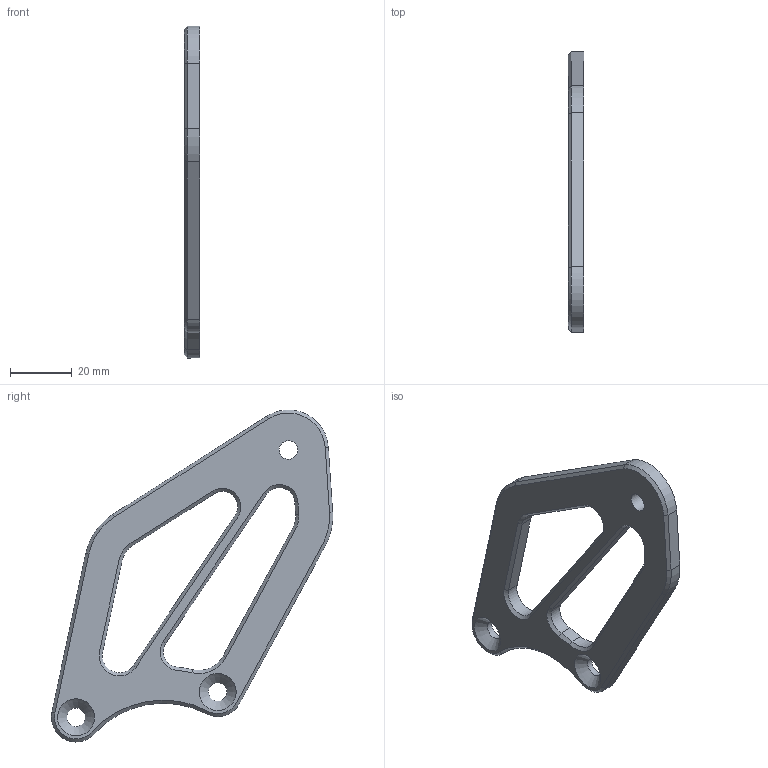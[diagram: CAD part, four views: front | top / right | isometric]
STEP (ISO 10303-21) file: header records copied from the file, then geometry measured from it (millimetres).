
FILE_DESCRIPTION(('STEP AP214'),'1');
FILE_NAME('Paratacco SX SBK.stp','2021-10-05T07:33:09',(' '),(' '),'Spatial InterOp 3D',' ',' ');
FILE_SCHEMA(('AUTOMOTIVE_DESIGN { 1 0 10303 214 1 1 1 1 }'));
Length unit declared in the file: millimetre
Products named in the file (1): Paratacco SX SBK
Bounding box: 5 x 91.15 x 107.61 mm (x, y, z)
Volume: 18576.4 mm3; surface area: 10656.8 mm2
Topology: 1 solids, 1 shells, 55 faces, 133 edges, 80 vertices
Faces by surface type: plane 22, cylinder 17, cone 16
Full cylindrical faces by diameter (mm): 6 x3
Entity records: 2066 total; most frequent: DIRECTION 290, CARTESIAN_POINT 264, ORIENTED_EDGE 256, EDGE_CURVE 128, AXIS2_PLACEMENT_3D 106, VERTEX_POINT 80, LINE 78, VECTOR 78
